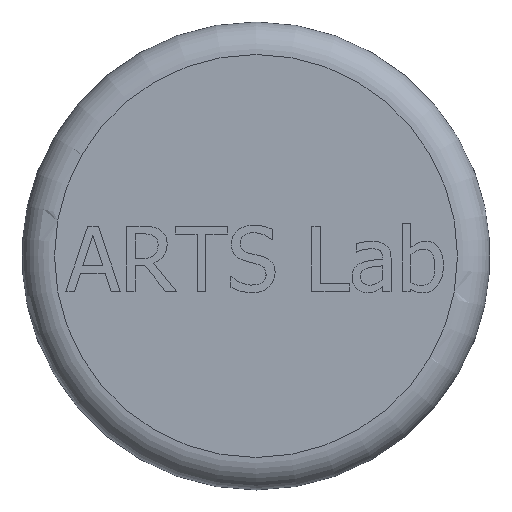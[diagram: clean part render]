
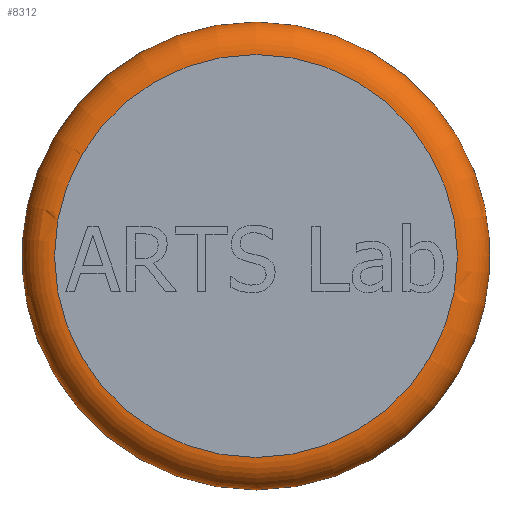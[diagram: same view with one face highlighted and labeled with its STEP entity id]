
A CAD part, front view. The second image highlights one B-rep face of the part: STEP entity #8312.
In plain terms, the highlighted toroidal (fillet/blend) face has major radius 62 mm and minor radius 10 mm.
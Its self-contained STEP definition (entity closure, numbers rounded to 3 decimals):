
#173=TOROIDAL_SURFACE('',#8660,62.,10.);
#186=CIRCLE('',#8344,72.);
#190=CIRCLE('',#8348,72.);
#193=CIRCLE('',#8357,72.);
#200=CIRCLE('',#8379,72.);
#201=CIRCLE('',#8380,72.);
#203=CIRCLE('',#8630,62.);
#209=CIRCLE('',#8661,10.);
#698=FACE_OUTER_BOUND('',#1188,.T.);
#1188=EDGE_LOOP('',(#7577,#7578,#7579,#7580,#7581,#7582,#7583,#7584));
#3209=VERTEX_POINT('',#10180);
#3215=VERTEX_POINT('',#10194);
#3220=VERTEX_POINT('',#10203);
#3221=VERTEX_POINT('',#10205);
#3259=VERTEX_POINT('',#10341);
#3994=VERTEX_POINT('',#14920);
#4016=EDGE_CURVE('',#3221,#3220,#186,.T.);
#4021=EDGE_CURVE('',#3215,#3209,#190,.T.);
#4036=EDGE_CURVE('',#3209,#3221,#193,.T.);
#4072=EDGE_CURVE('',#3259,#3215,#200,.T.);
#4073=EDGE_CURVE('',#3220,#3259,#201,.T.);
#5175=EDGE_CURVE('',#3994,#3994,#203,.T.);
#5197=EDGE_CURVE('',#3994,#3259,#209,.T.);
#7577=ORIENTED_EDGE('',*,*,#5175,.T.);
#7578=ORIENTED_EDGE('',*,*,#5197,.T.);
#7579=ORIENTED_EDGE('',*,*,#4072,.T.);
#7580=ORIENTED_EDGE('',*,*,#4021,.T.);
#7581=ORIENTED_EDGE('',*,*,#4036,.T.);
#7582=ORIENTED_EDGE('',*,*,#4016,.T.);
#7583=ORIENTED_EDGE('',*,*,#4073,.T.);
#7584=ORIENTED_EDGE('',*,*,#5197,.F.);
#8312=ADVANCED_FACE('',(#698),#173,.T.);
#8344=AXIS2_PLACEMENT_3D('',#10206,#8687,#8688);
#8348=AXIS2_PLACEMENT_3D('',#10214,#8696,#8697);
#8357=AXIS2_PLACEMENT_3D('',#10252,#8722,#8723);
#8379=AXIS2_PLACEMENT_3D('',#10342,#8790,#8791);
#8380=AXIS2_PLACEMENT_3D('',#10343,#8792,#8793);
#8630=AXIS2_PLACEMENT_3D('',#14921,#10082,#10083);
#8660=AXIS2_PLACEMENT_3D('',#14974,#10158,#10159);
#8661=AXIS2_PLACEMENT_3D('',#14975,#10160,#10161);
#8687=DIRECTION('center_axis',(0.,-1.,0.));
#8688=DIRECTION('ref_axis',(1.,0.,0.));
#8696=DIRECTION('center_axis',(0.,-1.,0.));
#8697=DIRECTION('ref_axis',(1.,0.,0.));
#8722=DIRECTION('center_axis',(0.,-1.,0.));
#8723=DIRECTION('ref_axis',(1.,0.,0.));
#8790=DIRECTION('center_axis',(0.,-1.,0.));
#8791=DIRECTION('ref_axis',(1.,0.,0.));
#8792=DIRECTION('center_axis',(0.,-1.,0.));
#8793=DIRECTION('ref_axis',(1.,0.,0.));
#10082=DIRECTION('center_axis',(0.,1.,0.));
#10083=DIRECTION('ref_axis',(-1.,0.,0.));
#10158=DIRECTION('center_axis',(0.,-1.,0.));
#10159=DIRECTION('ref_axis',(0.,0.,-1.));
#10160=DIRECTION('center_axis',(-1.,0.,0.));
#10161=DIRECTION('ref_axis',(0.,0.,1.));
#10180=CARTESIAN_POINT('',(-67.409,0.,-25.3));
#10194=CARTESIAN_POINT('',(-67.409,0.,25.3));
#10203=CARTESIAN_POINT('',(67.409,0.,25.3));
#10205=CARTESIAN_POINT('',(67.409,0.,-25.3));
#10206=CARTESIAN_POINT('Origin',(0.,0.,0.));
#10214=CARTESIAN_POINT('Origin',(0.,0.,0.));
#10252=CARTESIAN_POINT('Origin',(0.,0.,0.));
#10341=CARTESIAN_POINT('',(0.,0.,72.));
#10342=CARTESIAN_POINT('Origin',(0.,0.,0.));
#10343=CARTESIAN_POINT('Origin',(0.,0.,0.));
#14920=CARTESIAN_POINT('',(0.,-10.,62.));
#14921=CARTESIAN_POINT('Origin',(0.,-10.,0.));
#14974=CARTESIAN_POINT('Origin',(0.,0.,0.));
#14975=CARTESIAN_POINT('Origin',(0.,0.,62.));
